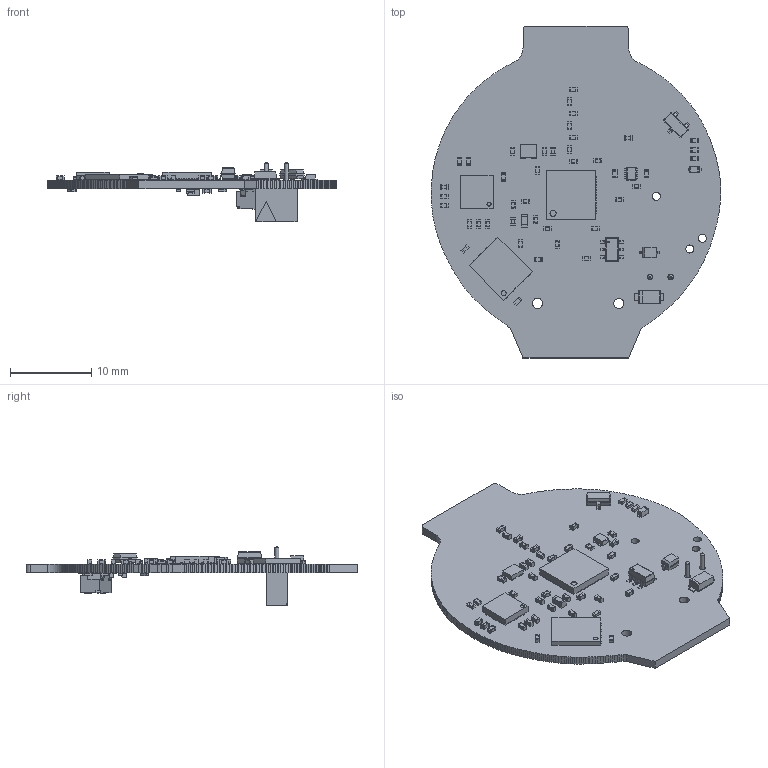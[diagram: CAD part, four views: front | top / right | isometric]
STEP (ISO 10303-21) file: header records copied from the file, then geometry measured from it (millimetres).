
FILE_DESCRIPTION(('KiCad electronic assembly'),'2;1');
FILE_NAME('GeckoSmartWatch_V4_1.step','2024-08-17T11:47:25',('Pcbnew'),( 'Kicad'),'Open CASCADE STEP processor 7.8','KiCad to STEP converter' ,'Unknown');
FILE_SCHEMA(('AUTOMOTIVE_DESIGN { 1 0 10303 214 1 1 1 1 }'));
Length unit declared in the file: millimetre
Products named in the file (36): GeckoSmartWatch_V4_1 1; C_0402_1005Metric; R_0402_1005Metric; nRF52840-QFAA-F-R7; ASSEMBLY; NPM1100-QDAA-R7; L_0402_1005Metric; AP2502KTR-G1; DESD5V0S1BA-7; ECS-320-8-37-CKM-TR3; AT25SF128A-MHB-T; L_0603_1608Metric; 319-10-102-00-006000; MBR130LSFT1G; TMP112AIDRLR; DRL0006A_ASM; BAT54XV2T1G; SOT-23; SOT_23; BQ29700DSER; DSE0006A_ASM; CJS-1200TB; GeckoSmartWatch_V4_1_PCB
Assembly tree (80 placements, depth 3):
  GeckoSmartWatch_V4_1 1
    C_0402_1005Metric  x28
      C_0402_1005Metric
    R_0402_1005Metric  x15
      R_0402_1005Metric
    nRF52840-QFAA-F-R7
      ASSEMBLY
    NPM1100-QDAA-R7
      ASSEMBLY
    L_0402_1005Metric  x5
      L_0402_1005Metric
    AP2502KTR-G1
      ASSEMBLY
    DESD5V0S1BA-7
      ASSEMBLY
    ECS-320-8-37-CKM-TR3
      ASSEMBLY
    AT25SF128A-MHB-T
      ASSEMBLY
    L_0603_1608Metric
      L_0603_1608Metric
    319-10-102-00-006000
      ASSEMBLY
    MBR130LSFT1G
      ASSEMBLY
    TMP112AIDRLR
      DRL0006A_ASM
    BAT54XV2T1G
      ASSEMBLY
    SOT-23
      SOT_23
    BQ29700DSER
      DSE0006A_ASM
    CJS-1200TB
      CJS-1200TB
    GeckoSmartWatch_V4_1_PCB
Bounding box: 35.62 x 40.85 x 7.37 mm (x, y, z)
Volume: 1311.5 mm3; surface area: 3068.3 mm2
Topology: 179 solids, 179 shells, 2716 faces, 6684 edges, 4403 vertices
Faces by surface type: plane 1983, cylinder 698, bspline 27, cone 4, sphere 4
Full cylindrical faces by diameter (mm): 0.2 x1, 0.5 x1, 0.508 x4, 0.625 x1, 0.7 x2, 0.75 x1, 0.991 x3, 1.25 x2
Entity records: 44361 total; most frequent: CARTESIAN_POINT 7537, ORIENTED_EDGE 7000, DIRECTION 6936, EDGE_CURVE 3500, LINE 3044, VECTOR 3044, VERTEX_POINT 2299, AXIS2_PLACEMENT_3D 1946
